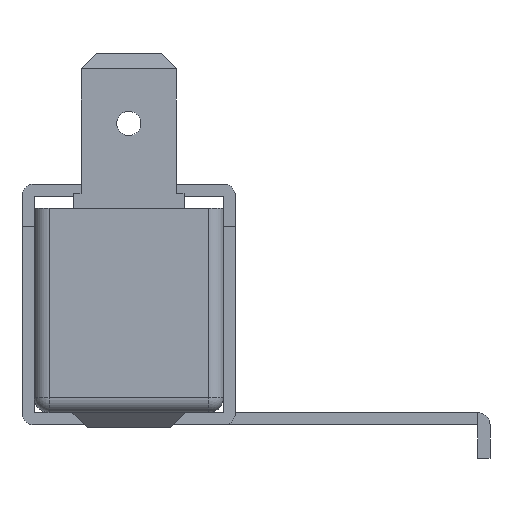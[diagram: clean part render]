
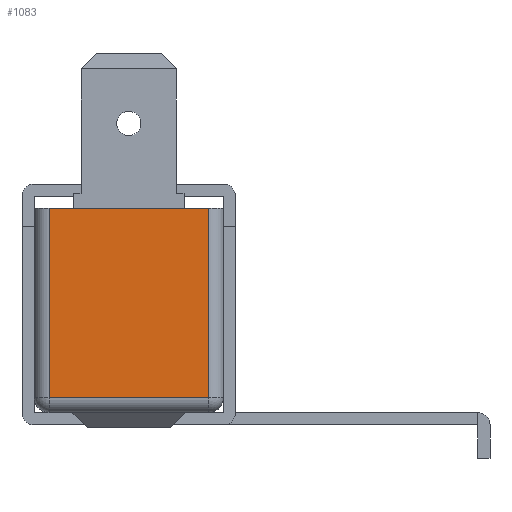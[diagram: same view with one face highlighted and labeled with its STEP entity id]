
A CAD part, left-side view. The second image highlights one B-rep face of the part: STEP entity #1083.
In plain terms, the highlighted planar face has unit normal (-1, 0, 0).
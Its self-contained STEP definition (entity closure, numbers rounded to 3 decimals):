
#8 = VECTOR ( 'NONE', #549, 1000. ) ;
#112 = DIRECTION ( 'NONE',  ( 1., 0., 0. ) ) ;
#188 = CARTESIAN_POINT ( 'NONE',  ( -29.453, 9.84, 13.5 ) ) ;
#239 = VERTEX_POINT ( 'NONE', #2353 ) ;
#322 = EDGE_CURVE ( 'NONE', #239, #2325, #2389, .T. ) ;
#391 = PLANE ( 'NONE',  #2713 ) ;
#549 = DIRECTION ( 'NONE',  ( 0., -1., 0. ) ) ;
#631 = EDGE_LOOP ( 'NONE', ( #1304, #1236, #2538, #2746 ) ) ;
#761 = VECTOR ( 'NONE', #1012, 1000. ) ;
#999 = CARTESIAN_POINT ( 'NONE',  ( -29.453, -1.66, 13.5 ) ) ;
#1012 = DIRECTION ( 'NONE',  ( 0., 0., -1. ) ) ;
#1025 = CARTESIAN_POINT ( 'NONE',  ( -29.453, 8.84, 1. ) ) ;
#1083 = ADVANCED_FACE ( 'NONE', ( #2592 ), #391, .F. ) ;
#1236 = ORIENTED_EDGE ( 'NONE', *, *, #3732, .T. ) ;
#1304 = ORIENTED_EDGE ( 'NONE', *, *, #322, .F. ) ;
#1544 = LINE ( 'NONE', #2770, #761 ) ;
#1716 = LINE ( 'NONE', #3533, #2394 ) ;
#1979 = CARTESIAN_POINT ( 'NONE',  ( -29.453, -1.66, 1. ) ) ;
#2181 = CARTESIAN_POINT ( 'NONE',  ( -29.453, 9.84, 13.5 ) ) ;
#2325 = VERTEX_POINT ( 'NONE', #3129 ) ;
#2353 = CARTESIAN_POINT ( 'NONE',  ( -29.453, 8.84, 13.5 ) ) ;
#2363 = DIRECTION ( 'NONE',  ( 0., -1., 0. ) ) ;
#2389 = LINE ( 'NONE', #188, #8 ) ;
#2394 = VECTOR ( 'NONE', #2363, 1000. ) ;
#2443 = LINE ( 'NONE', #999, #3229 ) ;
#2522 = DIRECTION ( 'NONE',  ( 0., 1., 0. ) ) ;
#2538 = ORIENTED_EDGE ( 'NONE', *, *, #3249, .T. ) ;
#2592 = FACE_OUTER_BOUND ( 'NONE', #631, .T. ) ;
#2713 = AXIS2_PLACEMENT_3D ( 'NONE', #2181, #112, #2522 ) ;
#2746 = ORIENTED_EDGE ( 'NONE', *, *, #2782, .T. ) ;
#2770 = CARTESIAN_POINT ( 'NONE',  ( -29.453, 8.84, 13.5 ) ) ;
#2782 = EDGE_CURVE ( 'NONE', #2972, #2325, #2443, .T. ) ;
#2972 = VERTEX_POINT ( 'NONE', #1979 ) ;
#3066 = DIRECTION ( 'NONE',  ( 0., 0., 1. ) ) ;
#3129 = CARTESIAN_POINT ( 'NONE',  ( -29.453, -1.66, 13.5 ) ) ;
#3229 = VECTOR ( 'NONE', #3066, 1000. ) ;
#3249 = EDGE_CURVE ( 'NONE', #3786, #2972, #1716, .T. ) ;
#3533 = CARTESIAN_POINT ( 'NONE',  ( -29.453, 9.84, 1. ) ) ;
#3732 = EDGE_CURVE ( 'NONE', #239, #3786, #1544, .T. ) ;
#3786 = VERTEX_POINT ( 'NONE', #1025 ) ;
